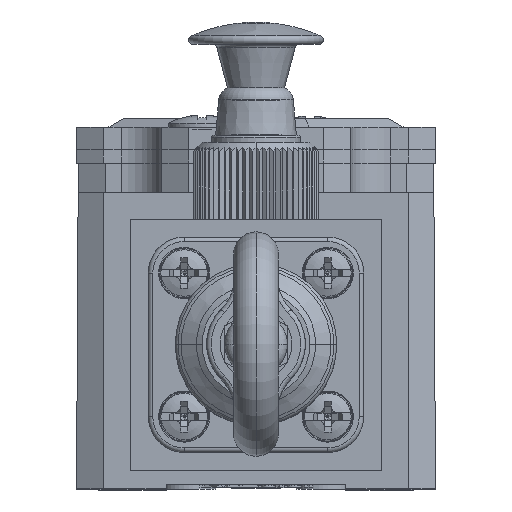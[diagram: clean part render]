
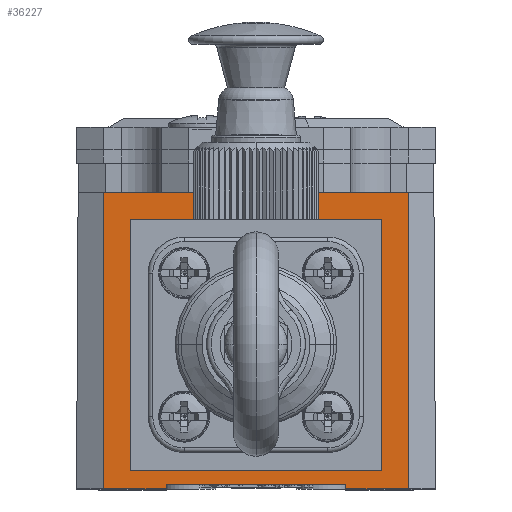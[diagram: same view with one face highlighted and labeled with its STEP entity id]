
A CAD part, top view. The second image highlights one B-rep face of the part: STEP entity #36227.
In plain terms, the highlighted planar face has unit normal (0, 0, 1).
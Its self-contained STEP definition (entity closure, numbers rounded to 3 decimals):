
#20142=DIRECTION('',(-1.,0.,0.));
#20143=VECTOR('',#20142,20.);
#20144=CARTESIAN_POINT('',(10.,0.5,0.));
#20145=LINE('',#20144,#20143);
#20146=DIRECTION('',(0.,-1.,0.));
#20147=VECTOR('',#20146,0.5);
#20148=CARTESIAN_POINT('',(-10.,0.5,0.));
#20149=LINE('',#20148,#20147);
#20150=DIRECTION('',(0.,-1.,0.));
#20151=VECTOR('',#20150,33.);
#20152=CARTESIAN_POINT('',(17.,33.,0.));
#20153=LINE('',#20152,#20151);
#20154=CARTESIAN_POINT('',(0.,16.,0.));
#20155=DIRECTION('',(0.,0.,1.));
#20156=DIRECTION('',(-1.,0.,0.));
#20157=AXIS2_PLACEMENT_3D('',#20154,#20155,#20156);
#20159=CARTESIAN_POINT('',(0.,16.,0.));
#20160=DIRECTION('',(0.,0.,1.));
#20161=DIRECTION('',(1.,0.,0.));
#20162=AXIS2_PLACEMENT_3D('',#20159,#20160,#20161);
#20164=CARTESIAN_POINT('',(-8.,24.,0.));
#20165=DIRECTION('',(0.,0.,1.));
#20166=DIRECTION('',(0.,1.,0.));
#20167=AXIS2_PLACEMENT_3D('',#20164,#20165,#20166);
#20169=CARTESIAN_POINT('',(-8.,24.,0.));
#20170=DIRECTION('',(0.,0.,1.));
#20171=DIRECTION('',(0.,-1.,0.));
#20172=AXIS2_PLACEMENT_3D('',#20169,#20170,#20171);
#20174=CARTESIAN_POINT('',(8.,24.,0.));
#20175=DIRECTION('',(0.,0.,1.));
#20176=DIRECTION('',(0.,1.,0.));
#20177=AXIS2_PLACEMENT_3D('',#20174,#20175,#20176);
#20179=CARTESIAN_POINT('',(8.,24.,0.));
#20180=DIRECTION('',(0.,0.,1.));
#20181=DIRECTION('',(0.,-1.,0.));
#20182=AXIS2_PLACEMENT_3D('',#20179,#20180,#20181);
#20184=CARTESIAN_POINT('',(-8.,8.,0.));
#20185=DIRECTION('',(0.,0.,1.));
#20186=DIRECTION('',(0.,1.,0.));
#20187=AXIS2_PLACEMENT_3D('',#20184,#20185,#20186);
#20189=CARTESIAN_POINT('',(-8.,8.,0.));
#20190=DIRECTION('',(0.,0.,1.));
#20191=DIRECTION('',(0.,-1.,0.));
#20192=AXIS2_PLACEMENT_3D('',#20189,#20190,#20191);
#20194=CARTESIAN_POINT('',(8.,8.,0.));
#20195=DIRECTION('',(0.,0.,1.));
#20196=DIRECTION('',(0.,1.,0.));
#20197=AXIS2_PLACEMENT_3D('',#20194,#20195,#20196);
#20199=CARTESIAN_POINT('',(8.,8.,0.));
#20200=DIRECTION('',(0.,0.,1.));
#20201=DIRECTION('',(0.,-1.,0.));
#20202=AXIS2_PLACEMENT_3D('',#20199,#20200,#20201);
#21597=DIRECTION('',(0.,-1.,0.));
#21598=VECTOR('',#21597,0.5);
#21599=CARTESIAN_POINT('',(10.,0.5,0.));
#21600=LINE('',#21599,#21598);
#21605=DIRECTION('',(1.,0.,0.));
#21606=VECTOR('',#21605,7.);
#21607=CARTESIAN_POINT('',(10.,0.,0.));
#21608=LINE('',#21607,#21606);
#21666=DIRECTION('',(-1.,0.,0.));
#21667=VECTOR('',#21666,34.);
#21668=CARTESIAN_POINT('',(17.,33.,0.));
#21669=LINE('',#21668,#21667);
#26801=DIRECTION('',(0.,-1.,0.));
#26802=VECTOR('',#26801,33.);
#26803=CARTESIAN_POINT('',(-17.,33.,0.));
#26804=LINE('',#26803,#26802);
#26818=DIRECTION('',(1.,0.,0.));
#26819=VECTOR('',#26818,7.);
#26820=CARTESIAN_POINT('',(-17.,0.,0.));
#26821=LINE('',#26820,#26819);
#33159=CARTESIAN_POINT('',(10.,0.5,0.));
#33160=CARTESIAN_POINT('',(-10.,0.5,0.));
#33161=VERTEX_POINT('',#33159);
#33162=VERTEX_POINT('',#33160);
#33163=CARTESIAN_POINT('',(-10.,0.,0.));
#33164=VERTEX_POINT('',#33163);
#33165=CARTESIAN_POINT('',(-17.,0.,0.));
#33166=VERTEX_POINT('',#33165);
#33167=CARTESIAN_POINT('',(-17.,33.,0.));
#33168=VERTEX_POINT('',#33167);
#33169=CARTESIAN_POINT('',(17.,33.,0.));
#33170=VERTEX_POINT('',#33169);
#33171=CARTESIAN_POINT('',(17.,0.,0.));
#33172=VERTEX_POINT('',#33171);
#33173=CARTESIAN_POINT('',(10.,0.,0.));
#33174=VERTEX_POINT('',#33173);
#33175=CARTESIAN_POINT('',(-9.,16.,0.));
#33176=CARTESIAN_POINT('',(9.,16.,0.));
#33177=VERTEX_POINT('',#33175);
#33178=VERTEX_POINT('',#33176);
#33179=CARTESIAN_POINT('',(-8.,26.012,0.));
#33180=CARTESIAN_POINT('',(-8.,21.988,0.));
#33181=VERTEX_POINT('',#33179);
#33182=VERTEX_POINT('',#33180);
#33183=CARTESIAN_POINT('',(8.,26.012,0.));
#33184=CARTESIAN_POINT('',(8.,21.988,0.));
#33185=VERTEX_POINT('',#33183);
#33186=VERTEX_POINT('',#33184);
#33187=CARTESIAN_POINT('',(-8.,10.012,0.));
#33188=CARTESIAN_POINT('',(-8.,5.988,0.));
#33189=VERTEX_POINT('',#33187);
#33190=VERTEX_POINT('',#33188);
#33191=CARTESIAN_POINT('',(8.,10.012,0.));
#33192=CARTESIAN_POINT('',(8.,5.988,0.));
#33193=VERTEX_POINT('',#33191);
#33194=VERTEX_POINT('',#33192);
#36174=CARTESIAN_POINT('',(0.,0.,0.));
#36175=DIRECTION('',(0.,0.,1.));
#36176=DIRECTION('',(1.,0.,0.));
#36177=AXIS2_PLACEMENT_3D('',#36174,#36175,#36176);
#36178=PLANE('',#36177);
#36180=ORIENTED_EDGE('',*,*,#36179,.T.);
#36182=ORIENTED_EDGE('',*,*,#36181,.T.);
#36184=ORIENTED_EDGE('',*,*,#36183,.F.);
#36186=ORIENTED_EDGE('',*,*,#36185,.F.);
#36188=ORIENTED_EDGE('',*,*,#36187,.F.);
#36190=ORIENTED_EDGE('',*,*,#36189,.T.);
#36192=ORIENTED_EDGE('',*,*,#36191,.F.);
#36194=ORIENTED_EDGE('',*,*,#36193,.F.);
#36195=EDGE_LOOP('',(#36180,#36182,#36184,#36186,#36188,#36190,#36192,#36194));
#36196=FACE_OUTER_BOUND('',#36195,.F.);
#36198=ORIENTED_EDGE('',*,*,#36197,.T.);
#36200=ORIENTED_EDGE('',*,*,#36199,.T.);
#36201=EDGE_LOOP('',(#36198,#36200));
#36202=FACE_BOUND('',#36201,.F.);
#36204=ORIENTED_EDGE('',*,*,#36203,.T.);
#36206=ORIENTED_EDGE('',*,*,#36205,.T.);
#36207=EDGE_LOOP('',(#36204,#36206));
#36208=FACE_BOUND('',#36207,.F.);
#36210=ORIENTED_EDGE('',*,*,#36209,.T.);
#36212=ORIENTED_EDGE('',*,*,#36211,.T.);
#36213=EDGE_LOOP('',(#36210,#36212));
#36214=FACE_BOUND('',#36213,.F.);
#36216=ORIENTED_EDGE('',*,*,#36215,.T.);
#36218=ORIENTED_EDGE('',*,*,#36217,.T.);
#36219=EDGE_LOOP('',(#36216,#36218));
#36220=FACE_BOUND('',#36219,.F.);
#36222=ORIENTED_EDGE('',*,*,#36221,.T.);
#36224=ORIENTED_EDGE('',*,*,#36223,.T.);
#36225=EDGE_LOOP('',(#36222,#36224));
#36226=FACE_BOUND('',#36225,.F.);
#36227=ADVANCED_FACE('',(#36196,#36202,#36208,#36214,#36220,#36226),#36178,.T.);
#20158=CIRCLE('',#20157,9.);
#20163=CIRCLE('',#20162,9.);
#20168=CIRCLE('',#20167,2.012);
#20173=CIRCLE('',#20172,2.012);
#20178=CIRCLE('',#20177,2.012);
#20183=CIRCLE('',#20182,2.012);
#20188=CIRCLE('',#20187,2.012);
#20193=CIRCLE('',#20192,2.012);
#20198=CIRCLE('',#20197,2.012);
#20203=CIRCLE('',#20202,2.012);
#36179=EDGE_CURVE('',#33161,#33162,#20145,.T.);
#36181=EDGE_CURVE('',#33162,#33164,#20149,.T.);
#36183=EDGE_CURVE('',#33166,#33164,#26821,.T.);
#36185=EDGE_CURVE('',#33168,#33166,#26804,.T.);
#36187=EDGE_CURVE('',#33170,#33168,#21669,.T.);
#36189=EDGE_CURVE('',#33170,#33172,#20153,.T.);
#36191=EDGE_CURVE('',#33174,#33172,#21608,.T.);
#36193=EDGE_CURVE('',#33161,#33174,#21600,.T.);
#36197=EDGE_CURVE('',#33177,#33178,#20158,.T.);
#36199=EDGE_CURVE('',#33178,#33177,#20163,.T.);
#36203=EDGE_CURVE('',#33181,#33182,#20168,.T.);
#36205=EDGE_CURVE('',#33182,#33181,#20173,.T.);
#36209=EDGE_CURVE('',#33185,#33186,#20178,.T.);
#36211=EDGE_CURVE('',#33186,#33185,#20183,.T.);
#36215=EDGE_CURVE('',#33189,#33190,#20188,.T.);
#36217=EDGE_CURVE('',#33190,#33189,#20193,.T.);
#36221=EDGE_CURVE('',#33193,#33194,#20198,.T.);
#36223=EDGE_CURVE('',#33194,#33193,#20203,.T.);
